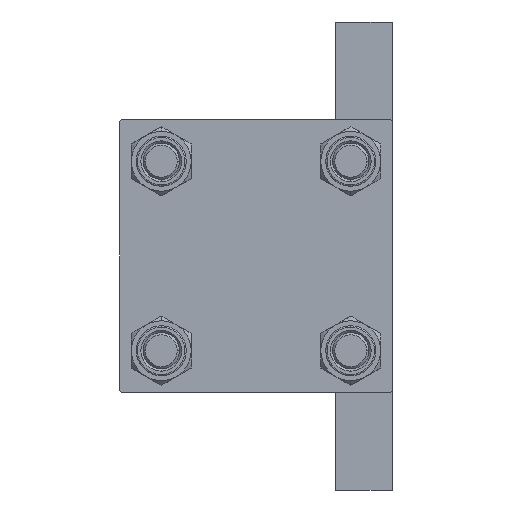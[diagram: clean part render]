
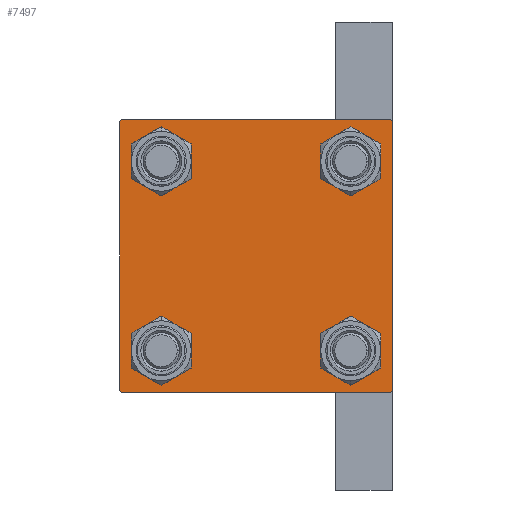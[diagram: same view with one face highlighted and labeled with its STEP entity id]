
A CAD part, left-side view. The second image highlights one B-rep face of the part: STEP entity #7497.
In plain terms, the highlighted planar face has unit normal (-1, 0, 0).
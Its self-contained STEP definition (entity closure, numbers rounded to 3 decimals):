
#642 = AXIS2_PLACEMENT_3D ( 'NONE', #40391, #5683, #47128 ) ;
#673 = CARTESIAN_POINT ( 'NONE',  ( 0., -20.85, 16.35 ) ) ;
#1001 = LINE ( 'NONE', #47170, #19235 ) ;
#1403 = VERTEX_POINT ( 'NONE', #29937 ) ;
#1784 = VERTEX_POINT ( 'NONE', #30361 ) ;
#2032 = CARTESIAN_POINT ( 'NONE',  ( 0., 20.85, -20.85 ) ) ;
#2043 = EDGE_LOOP ( 'NONE', ( #14395, #8377 ) ) ;
#2151 = EDGE_LOOP ( 'NONE', ( #16962, #28077, #33761, #33784, #26636, #9628, #10651, #3684 ) ) ;
#2420 = CARTESIAN_POINT ( 'NONE',  ( 0., -20.85, -25.35 ) ) ;
#2431 = EDGE_CURVE ( 'NONE', #24838, #46293, #7862, .T. ) ;
#2594 = AXIS2_PLACEMENT_3D ( 'NONE', #32687, #43665, #28210 ) ;
#2633 = CARTESIAN_POINT ( 'NONE',  ( 0., -20.85, 20.85 ) ) ;
#2654 = EDGE_CURVE ( 'NONE', #2794, #30219, #33425, .T. ) ;
#2679 = LINE ( 'NONE', #48371, #32093 ) ;
#2794 = VERTEX_POINT ( 'NONE', #29395 ) ;
#3041 = EDGE_CURVE ( 'NONE', #49330, #8585, #37546, .T. ) ;
#3113 = DIRECTION ( 'NONE',  ( 0., 0., 1. ) ) ;
#3157 = ORIENTED_EDGE ( 'NONE', *, *, #32179, .T. ) ;
#3684 = ORIENTED_EDGE ( 'NONE', *, *, #29989, .T. ) ;
#4480 = FACE_BOUND ( 'NONE', #34453, .T. ) ;
#5525 = DIRECTION ( 'NONE',  ( 1., 0., 0. ) ) ;
#5569 = CARTESIAN_POINT ( 'NONE',  ( 0., -30., 30. ) ) ;
#5613 = CARTESIAN_POINT ( 'NONE',  ( 0., 20.85, 25.35 ) ) ;
#5683 = DIRECTION ( 'NONE',  ( 1., 0., 0. ) ) ;
#5779 = DIRECTION ( 'NONE',  ( 1., 0., 0. ) ) ;
#6668 = DIRECTION ( 'NONE',  ( 1., 0., 0. ) ) ;
#7081 = EDGE_CURVE ( 'NONE', #1784, #8585, #16802, .T. ) ;
#7179 = DIRECTION ( 'NONE',  ( 0., 0., 1. ) ) ;
#7497 = ADVANCED_FACE ( 'NONE', ( #27945, #16205, #4480, #23461, #42421 ), #19708, .T. ) ;
#7862 = CIRCLE ( 'NONE', #44582, 4.5 ) ;
#8094 = LINE ( 'NONE', #31084, #43121 ) ;
#8377 = ORIENTED_EDGE ( 'NONE', *, *, #21149, .T. ) ;
#8585 = VERTEX_POINT ( 'NONE', #45128 ) ;
#8786 = EDGE_CURVE ( 'NONE', #34561, #20049, #33567, .T. ) ;
#8959 = CIRCLE ( 'NONE', #36053, 4.5 ) ;
#9038 = ORIENTED_EDGE ( 'NONE', *, *, #36072, .T. ) ;
#9343 = EDGE_CURVE ( 'NONE', #40354, #38846, #18389, .T. ) ;
#9628 = ORIENTED_EDGE ( 'NONE', *, *, #40410, .T. ) ;
#9897 = DIRECTION ( 'NONE',  ( 0., -0.707, -0.707 ) ) ;
#10073 = EDGE_CURVE ( 'NONE', #27955, #34199, #8094, .T. ) ;
#10651 = ORIENTED_EDGE ( 'NONE', *, *, #8786, .F. ) ;
#11902 = LINE ( 'NONE', #23412, #32353 ) ;
#13017 = CARTESIAN_POINT ( 'NONE',  ( 0., -20.85, 20.85 ) ) ;
#13062 = CIRCLE ( 'NONE', #25828, 4.5 ) ;
#13231 = AXIS2_PLACEMENT_3D ( 'NONE', #2633, #17858, #3113 ) ;
#13396 = LINE ( 'NONE', #32385, #47453 ) ;
#13748 = DIRECTION ( 'NONE',  ( 0., 0., 1. ) ) ;
#14145 = DIRECTION ( 'NONE',  ( 0., -1., 0. ) ) ;
#14395 = ORIENTED_EDGE ( 'NONE', *, *, #2654, .T. ) ;
#14844 = VERTEX_POINT ( 'NONE', #38031 ) ;
#15731 = DIRECTION ( 'NONE',  ( 0., 0.707, -0.707 ) ) ;
#16205 = FACE_BOUND ( 'NONE', #2043, .T. ) ;
#16449 = DIRECTION ( 'NONE',  ( -1., 0., 0. ) ) ;
#16802 = LINE ( 'NONE', #5569, #20711 ) ;
#16962 = ORIENTED_EDGE ( 'NONE', *, *, #10073, .T. ) ;
#17102 = EDGE_LOOP ( 'NONE', ( #20466, #22126 ) ) ;
#17615 = CARTESIAN_POINT ( 'NONE',  ( 0., 30., -29.5 ) ) ;
#17858 = DIRECTION ( 'NONE',  ( 1., 0., 0. ) ) ;
#18208 = EDGE_CURVE ( 'NONE', #34689, #49330, #2679, .T. ) ;
#18287 = VECTOR ( 'NONE', #21347, 1000. ) ;
#18352 = CARTESIAN_POINT ( 'NONE',  ( 0., 30., 30. ) ) ;
#18389 = CIRCLE ( 'NONE', #39919, 4.5 ) ;
#19235 = VECTOR ( 'NONE', #15731, 1000. ) ;
#19708 = PLANE ( 'NONE',  #47834 ) ;
#20049 = VERTEX_POINT ( 'NONE', #26767 ) ;
#20140 = CIRCLE ( 'NONE', #2594, 4.5 ) ;
#20466 = ORIENTED_EDGE ( 'NONE', *, *, #33198, .T. ) ;
#20711 = VECTOR ( 'NONE', #28056, 1000. ) ;
#21149 = EDGE_CURVE ( 'NONE', #30219, #2794, #37007, .T. ) ;
#21347 = DIRECTION ( 'NONE',  ( 0., -0.707, 0.707 ) ) ;
#21394 = ORIENTED_EDGE ( 'NONE', *, *, #9343, .T. ) ;
#21908 = DIRECTION ( 'NONE',  ( 0., 0., 1. ) ) ;
#22126 = ORIENTED_EDGE ( 'NONE', *, *, #2431, .T. ) ;
#23412 = CARTESIAN_POINT ( 'NONE',  ( 0., -29.75, 29.75 ) ) ;
#23461 = FACE_BOUND ( 'NONE', #17102, .T. ) ;
#24257 = CARTESIAN_POINT ( 'NONE',  ( 0., 30., 29.5 ) ) ;
#24838 = VERTEX_POINT ( 'NONE', #44489 ) ;
#25198 = CIRCLE ( 'NONE', #13231, 4.5 ) ;
#25651 = CARTESIAN_POINT ( 'NONE',  ( 0., -20.85, -20.85 ) ) ;
#25828 = AXIS2_PLACEMENT_3D ( 'NONE', #37903, #48411, #7179 ) ;
#26636 = ORIENTED_EDGE ( 'NONE', *, *, #7081, .F. ) ;
#26767 = CARTESIAN_POINT ( 'NONE',  ( 0., -29.5, 30. ) ) ;
#27768 = DIRECTION ( 'NONE',  ( 0., 0., 1. ) ) ;
#27945 = FACE_BOUND ( 'NONE', #30413, .T. ) ;
#27955 = VERTEX_POINT ( 'NONE', #24257 ) ;
#28056 = DIRECTION ( 'NONE',  ( 0., 0., -1. ) ) ;
#28077 = ORIENTED_EDGE ( 'NONE', *, *, #42173, .T. ) ;
#28210 = DIRECTION ( 'NONE',  ( 0., 0., 1. ) ) ;
#29090 = CARTESIAN_POINT ( 'NONE',  ( 0., -29.75, -29.75 ) ) ;
#29395 = CARTESIAN_POINT ( 'NONE',  ( 0., -20.85, -16.35 ) ) ;
#29937 = CARTESIAN_POINT ( 'NONE',  ( 0., 20.85, -16.35 ) ) ;
#29989 = EDGE_CURVE ( 'NONE', #34561, #27955, #1001, .T. ) ;
#30219 = VERTEX_POINT ( 'NONE', #2420 ) ;
#30361 = CARTESIAN_POINT ( 'NONE',  ( 0., -30., 29.5 ) ) ;
#30413 = EDGE_LOOP ( 'NONE', ( #37211, #21394 ) ) ;
#31084 = CARTESIAN_POINT ( 'NONE',  ( 0., 30., 30. ) ) ;
#31180 = DIRECTION ( 'NONE',  ( 0., 0., 1. ) ) ;
#32093 = VECTOR ( 'NONE', #14145, 1000. ) ;
#32179 = EDGE_CURVE ( 'NONE', #1403, #14844, #8959, .T. ) ;
#32353 = VECTOR ( 'NONE', #39613, 1000. ) ;
#32385 = CARTESIAN_POINT ( 'NONE',  ( 0., 29.75, -29.75 ) ) ;
#32509 = DIRECTION ( 'NONE',  ( 1., 0., 0. ) ) ;
#32687 = CARTESIAN_POINT ( 'NONE',  ( 0., 20.85, 20.85 ) ) ;
#33198 = EDGE_CURVE ( 'NONE', #46293, #24838, #20140, .T. ) ;
#33425 = CIRCLE ( 'NONE', #642, 4.5 ) ;
#33505 = CARTESIAN_POINT ( 'NONE',  ( 0., 29.5, 30. ) ) ;
#33567 = LINE ( 'NONE', #18352, #47879 ) ;
#33761 = ORIENTED_EDGE ( 'NONE', *, *, #18208, .T. ) ;
#33784 = ORIENTED_EDGE ( 'NONE', *, *, #3041, .T. ) ;
#34199 = VERTEX_POINT ( 'NONE', #17615 ) ;
#34453 = EDGE_LOOP ( 'NONE', ( #3157, #9038 ) ) ;
#34561 = VERTEX_POINT ( 'NONE', #33505 ) ;
#34689 = VERTEX_POINT ( 'NONE', #38505 ) ;
#34928 = CARTESIAN_POINT ( 'NONE',  ( 0., 0., 0. ) ) ;
#36053 = AXIS2_PLACEMENT_3D ( 'NONE', #2032, #5525, #27768 ) ;
#36072 = EDGE_CURVE ( 'NONE', #14844, #1403, #13062, .T. ) ;
#37007 = CIRCLE ( 'NONE', #43397, 4.5 ) ;
#37211 = ORIENTED_EDGE ( 'NONE', *, *, #44202, .T. ) ;
#37546 = LINE ( 'NONE', #29090, #18287 ) ;
#37903 = CARTESIAN_POINT ( 'NONE',  ( 0., 20.85, -20.85 ) ) ;
#38031 = CARTESIAN_POINT ( 'NONE',  ( 0., 20.85, -25.35 ) ) ;
#38505 = CARTESIAN_POINT ( 'NONE',  ( 0., 29.5, -30. ) ) ;
#38846 = VERTEX_POINT ( 'NONE', #42033 ) ;
#39613 = DIRECTION ( 'NONE',  ( 0., 0.707, 0.707 ) ) ;
#39919 = AXIS2_PLACEMENT_3D ( 'NONE', #13017, #5779, #13748 ) ;
#40354 = VERTEX_POINT ( 'NONE', #673 ) ;
#40391 = CARTESIAN_POINT ( 'NONE',  ( 0., -20.85, -20.85 ) ) ;
#40410 = EDGE_CURVE ( 'NONE', #1784, #20049, #11902, .T. ) ;
#41325 = DIRECTION ( 'NONE',  ( 0., -1., 0. ) ) ;
#42033 = CARTESIAN_POINT ( 'NONE',  ( 0., -20.85, 25.35 ) ) ;
#42173 = EDGE_CURVE ( 'NONE', #34199, #34689, #13396, .T. ) ;
#42421 = FACE_OUTER_BOUND ( 'NONE', #2151, .T. ) ;
#43121 = VECTOR ( 'NONE', #43246, 1000. ) ;
#43246 = DIRECTION ( 'NONE',  ( 0., 0., -1. ) ) ;
#43397 = AXIS2_PLACEMENT_3D ( 'NONE', #25651, #6668, #21908 ) ;
#43665 = DIRECTION ( 'NONE',  ( 1., 0., 0. ) ) ;
#43987 = DIRECTION ( 'NONE',  ( 0., 0., 1. ) ) ;
#44202 = EDGE_CURVE ( 'NONE', #38846, #40354, #25198, .T. ) ;
#44489 = CARTESIAN_POINT ( 'NONE',  ( 0., 20.85, 16.35 ) ) ;
#44582 = AXIS2_PLACEMENT_3D ( 'NONE', #44724, #32509, #43987 ) ;
#44724 = CARTESIAN_POINT ( 'NONE',  ( 0., 20.85, 20.85 ) ) ;
#45128 = CARTESIAN_POINT ( 'NONE',  ( 0., -30., -29.5 ) ) ;
#45429 = CARTESIAN_POINT ( 'NONE',  ( 0., -29.5, -30. ) ) ;
#46293 = VERTEX_POINT ( 'NONE', #5613 ) ;
#47128 = DIRECTION ( 'NONE',  ( 0., 0., 1. ) ) ;
#47170 = CARTESIAN_POINT ( 'NONE',  ( 0., 29.75, 29.75 ) ) ;
#47453 = VECTOR ( 'NONE', #9897, 1000. ) ;
#47834 = AXIS2_PLACEMENT_3D ( 'NONE', #34928, #16449, #31180 ) ;
#47879 = VECTOR ( 'NONE', #41325, 1000. ) ;
#48371 = CARTESIAN_POINT ( 'NONE',  ( 0., 30., -30. ) ) ;
#48411 = DIRECTION ( 'NONE',  ( 1., 0., 0. ) ) ;
#49330 = VERTEX_POINT ( 'NONE', #45429 ) ;
